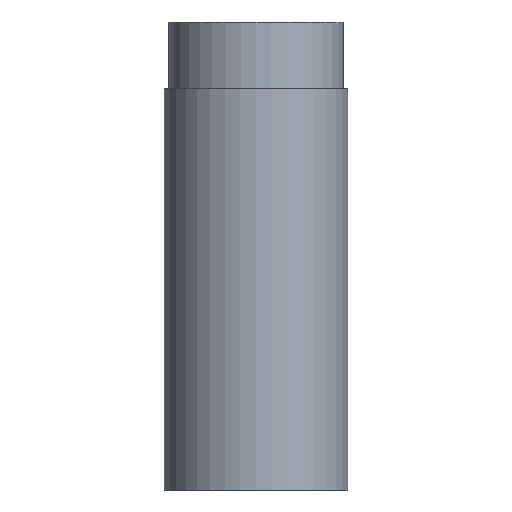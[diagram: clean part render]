
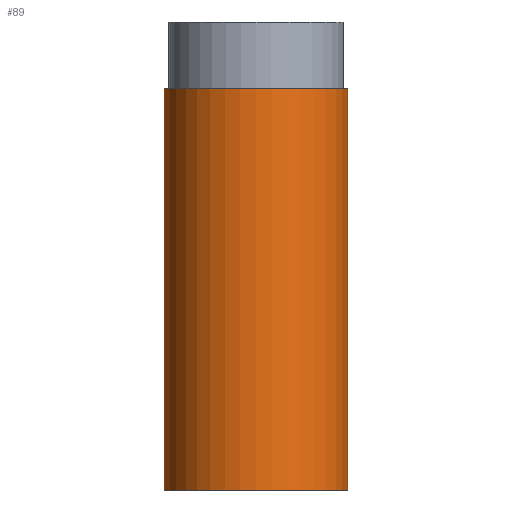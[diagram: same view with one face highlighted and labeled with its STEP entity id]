
A CAD part, front view. The second image highlights one B-rep face of the part: STEP entity #89.
In plain terms, the highlighted cylindrical face has radius 17.462 mm (diameter 34.925 mm), a partial arc.
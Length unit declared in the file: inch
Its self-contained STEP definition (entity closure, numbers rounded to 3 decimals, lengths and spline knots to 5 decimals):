
#16 = CARTESIAN_POINT ( 'NONE',  ( 0.6875, 0., 0. ) ) ;
#18 = VERTEX_POINT ( 'NONE', #76 ) ;
#23 = ORIENTED_EDGE ( 'NONE', *, *, #57, .T. ) ;
#30 = DIRECTION ( 'NONE',  ( -1., 0., 0. ) ) ;
#42 = EDGE_CURVE ( 'NONE', #18, #44, #286, .T. ) ;
#44 = VERTEX_POINT ( 'NONE', #311 ) ;
#54 = AXIS2_PLACEMENT_3D ( 'NONE', #261, #237, #149 ) ;
#55 = CARTESIAN_POINT ( 'NONE',  ( 0., 0., 3. ) ) ;
#56 = DIRECTION ( 'NONE',  ( 1., 0., 0. ) ) ;
#57 = EDGE_CURVE ( 'NONE', #44, #324, #61, .T. ) ;
#61 = CIRCLE ( 'NONE', #54, 0.6875 ) ;
#62 = EDGE_LOOP ( 'NONE', ( #198, #308, #322, #23 ) ) ;
#76 = CARTESIAN_POINT ( 'NONE',  ( -0.6875, 0., 3. ) ) ;
#82 = DIRECTION ( 'NONE',  ( 0., 0., 1. ) ) ;
#83 = AXIS2_PLACEMENT_3D ( 'NONE', #55, #82, #56 ) ;
#89 = ADVANCED_FACE ( 'NONE', ( #264 ), #102, .T. ) ;
#102 = CYLINDRICAL_SURFACE ( 'NONE', #183, 0.6875 ) ;
#112 = VERTEX_POINT ( 'NONE', #312 ) ;
#125 = DIRECTION ( 'NONE',  ( 0., 0., -1. ) ) ;
#129 = DIRECTION ( 'NONE',  ( 0., 0., -1. ) ) ;
#146 = EDGE_CURVE ( 'NONE', #18, #112, #274, .T. ) ;
#149 = DIRECTION ( 'NONE',  ( 1., 0., 0. ) ) ;
#151 = CARTESIAN_POINT ( 'NONE',  ( -0.6875, 0., 3. ) ) ;
#152 = EDGE_CURVE ( 'NONE', #112, #324, #268, .T. ) ;
#159 = CARTESIAN_POINT ( 'NONE',  ( 0.6875, 0., 3. ) ) ;
#183 = AXIS2_PLACEMENT_3D ( 'NONE', #310, #129, #30 ) ;
#186 = DIRECTION ( 'NONE',  ( 0., 0., -1. ) ) ;
#198 = ORIENTED_EDGE ( 'NONE', *, *, #152, .F. ) ;
#232 = VECTOR ( 'NONE', #186, 39.37008 ) ;
#237 = DIRECTION ( 'NONE',  ( 0., 0., 1. ) ) ;
#261 = CARTESIAN_POINT ( 'NONE',  ( 0., 0., 0. ) ) ;
#264 = FACE_OUTER_BOUND ( 'NONE', #62, .T. ) ;
#268 = LINE ( 'NONE', #159, #232 ) ;
#274 = CIRCLE ( 'NONE', #83, 0.6875 ) ;
#286 = LINE ( 'NONE', #151, #298 ) ;
#298 = VECTOR ( 'NONE', #125, 39.37008 ) ;
#308 = ORIENTED_EDGE ( 'NONE', *, *, #146, .F. ) ;
#310 = CARTESIAN_POINT ( 'NONE',  ( 0., 0., 3. ) ) ;
#311 = CARTESIAN_POINT ( 'NONE',  ( -0.6875, 0., 0. ) ) ;
#312 = CARTESIAN_POINT ( 'NONE',  ( 0.6875, 0., 3. ) ) ;
#322 = ORIENTED_EDGE ( 'NONE', *, *, #42, .T. ) ;
#324 = VERTEX_POINT ( 'NONE', #16 ) ;
